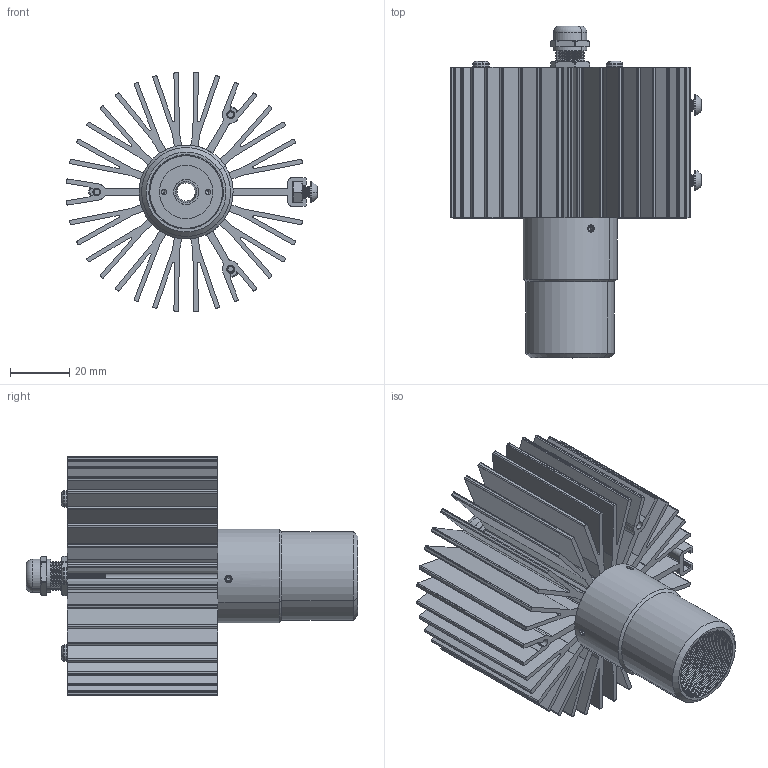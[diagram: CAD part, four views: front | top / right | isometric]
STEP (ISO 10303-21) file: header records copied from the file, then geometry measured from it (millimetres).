
FILE_DESCRIPTION (( 'STEP AP203' ), '1' );
FILE_NAME ('Web Model 18635_18638.step', '2021-08-13T14:09:20', ( '' ), ( '' ), 'SwSTEP 2.0', 'SolidWorks 2018', '' );
FILE_SCHEMA (( 'CONFIG_CONTROL_DESIGN' ));
Length unit declared in the file: millimetre
Products named in the file (1): Web Model 18635_18638
Bounding box: 84.76 x 112 x 80.85 mm (x, y, z)
Volume: 110162.6 mm3; surface area: 103137.8 mm2
Topology: 14 solids, 14 shells, 1481 faces, 3969 edges, 2501 vertices
Faces by surface type: cylinder 893, cone 278, plane 254, torus 30, bspline 26
Entity records: 65779 total; most frequent: CARTESIAN_POINT 31669, ORIENTED_EDGE 7870, DIRECTION 6642, EDGE_CURVE 3935, AXIS2_PLACEMENT_3D 2521, VERTEX_POINT 2501, LINE 1600, VECTOR 1600
